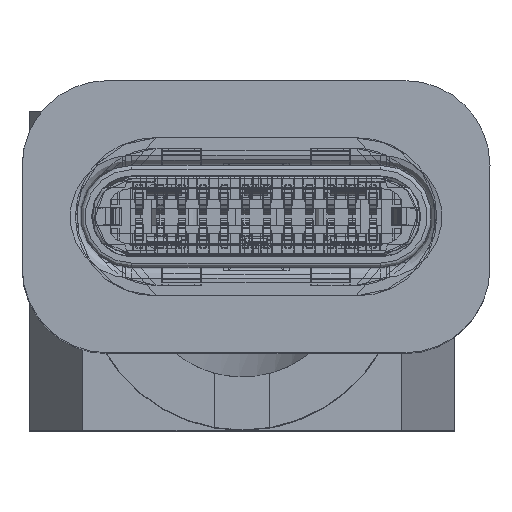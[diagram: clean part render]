
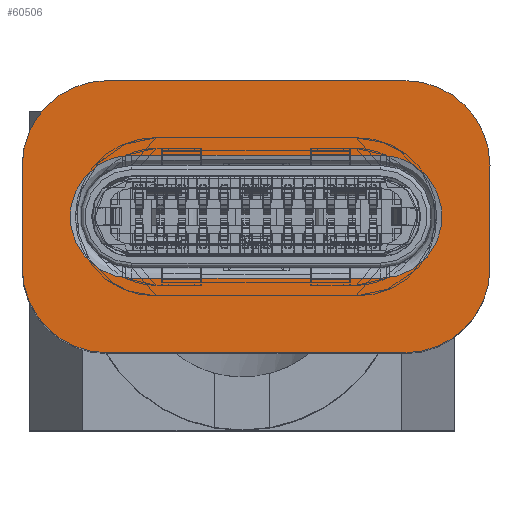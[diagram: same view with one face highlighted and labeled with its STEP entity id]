
A CAD part, front view. The second image highlights one B-rep face of the part: STEP entity #60506.
In plain terms, the highlighted planar face has unit normal (0, -1, 0.001).
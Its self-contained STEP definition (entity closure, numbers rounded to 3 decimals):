
#270=CIRCLE('',#63090,2.);
#271=CIRCLE('',#63093,2.);
#272=CIRCLE('',#63096,2.);
#273=CIRCLE('',#63099,2.);
#274=CIRCLE('',#63102,1.45);
#275=CIRCLE('',#63103,1.45);
#4146=ORIENTED_EDGE('',*,*,#16609,.T.);
#4147=ORIENTED_EDGE('',*,*,#16610,.T.);
#4148=ORIENTED_EDGE('',*,*,#16611,.T.);
#4149=ORIENTED_EDGE('',*,*,#16612,.T.);
#4150=ORIENTED_EDGE('',*,*,#16608,.T.);
#4151=ORIENTED_EDGE('',*,*,#16606,.T.);
#4152=ORIENTED_EDGE('',*,*,#16604,.F.);
#4153=ORIENTED_EDGE('',*,*,#16602,.T.);
#4154=ORIENTED_EDGE('',*,*,#16600,.F.);
#4155=ORIENTED_EDGE('',*,*,#16598,.T.);
#4156=ORIENTED_EDGE('',*,*,#16596,.T.);
#4157=ORIENTED_EDGE('',*,*,#16593,.T.);
#16593=EDGE_CURVE('',#22955,#22956,#270,.T.);
#16596=EDGE_CURVE('',#22957,#22955,#27395,.T.);
#16598=EDGE_CURVE('',#22958,#22957,#271,.T.);
#16600=EDGE_CURVE('',#22958,#22959,#27398,.T.);
#16602=EDGE_CURVE('',#22960,#22959,#272,.T.);
#16604=EDGE_CURVE('',#22960,#22961,#27401,.T.);
#16606=EDGE_CURVE('',#22962,#22961,#273,.T.);
#16608=EDGE_CURVE('',#22956,#22962,#27404,.T.);
#16609=EDGE_CURVE('',#22963,#22964,#27405,.T.);
#16610=EDGE_CURVE('',#22964,#22965,#274,.F.);
#16611=EDGE_CURVE('',#22965,#22966,#27406,.T.);
#16612=EDGE_CURVE('',#22966,#22963,#275,.F.);
#22955=VERTEX_POINT('',#80928);
#22956=VERTEX_POINT('',#80929);
#22957=VERTEX_POINT('',#80934);
#22958=VERTEX_POINT('',#80938);
#22959=VERTEX_POINT('',#80942);
#22960=VERTEX_POINT('',#80946);
#22961=VERTEX_POINT('',#80950);
#22962=VERTEX_POINT('',#80954);
#22963=VERTEX_POINT('',#80960);
#22964=VERTEX_POINT('',#80961);
#22965=VERTEX_POINT('',#80963);
#22966=VERTEX_POINT('',#80965);
#27395=LINE('',#80933,#32578);
#27398=LINE('',#80941,#32581);
#27401=LINE('',#80949,#32584);
#27404=LINE('',#80957,#32587);
#27405=LINE('',#80959,#32588);
#27406=LINE('',#80964,#32589);
#32578=VECTOR('',#68145,1000.);
#32581=VECTOR('',#68154,1000.);
#32584=VECTOR('',#68163,1000.);
#32587=VECTOR('',#68172,1000.);
#32588=VECTOR('',#68175,1000.);
#32589=VECTOR('',#68178,1000.);
#37479=EDGE_LOOP('',(#4146,#4147,#4148,#4149));
#37480=EDGE_LOOP('',(#4150,#4151,#4152,#4153,#4154,#4155,#4156,#4157));
#39976=FACE_BOUND('',#37479,.T.);
#39977=FACE_BOUND('',#37480,.T.);
#42328=PLANE('',#63101);
#60506=ADVANCED_FACE('',(#39976,#39977),#42328,.T.);
#63090=AXIS2_PLACEMENT_3D('',#80927,#68139,#68140);
#63093=AXIS2_PLACEMENT_3D('',#80937,#68149,#68150);
#63096=AXIS2_PLACEMENT_3D('',#80945,#68158,#68159);
#63099=AXIS2_PLACEMENT_3D('',#80953,#68167,#68168);
#63101=AXIS2_PLACEMENT_3D('',#80958,#68173,#68174);
#63102=AXIS2_PLACEMENT_3D('',#80962,#68176,#68177);
#63103=AXIS2_PLACEMENT_3D('',#80966,#68179,#68180);
#68139=DIRECTION('',(0.,-1.,0.001));
#68140=DIRECTION('',(1.,0.,0.));
#68145=DIRECTION('',(1.,0.,0.));
#68149=DIRECTION('',(0.,-1.,0.001));
#68150=DIRECTION('',(1.,0.,0.));
#68154=DIRECTION('',(0.,0.001,1.));
#68158=DIRECTION('',(0.,-1.,0.001));
#68159=DIRECTION('',(1.,0.,0.));
#68163=DIRECTION('',(1.,0.,0.));
#68167=DIRECTION('',(0.,-1.,0.001));
#68168=DIRECTION('',(1.,0.,0.));
#68172=DIRECTION('',(0.,0.001,1.));
#68173=DIRECTION('',(0.,-1.,0.001));
#68174=DIRECTION('',(1.,0.,0.));
#68175=DIRECTION('',(-1.,0.,0.));
#68176=DIRECTION('',(0.,-1.,0.001));
#68177=DIRECTION('',(1.,0.,0.));
#68178=DIRECTION('',(1.,0.,0.));
#68179=DIRECTION('',(0.,-1.,0.001));
#68180=DIRECTION('',(1.,0.,0.));
#80927=CARTESIAN_POINT('',(9.808,-283.058,2.826));
#80928=CARTESIAN_POINT('',(9.808,-283.06,0.826));
#80929=CARTESIAN_POINT('',(11.808,-283.057,2.826));
#80933=CARTESIAN_POINT('',(0.808,-283.063,0.827));
#80934=CARTESIAN_POINT('',(2.808,-283.063,0.827));
#80937=CARTESIAN_POINT('',(2.808,-283.06,2.827));
#80938=CARTESIAN_POINT('',(0.808,-283.061,2.827));
#80941=CARTESIAN_POINT('',(0.808,-283.063,0.827));
#80942=CARTESIAN_POINT('',(0.808,-283.058,5.227));
#80945=CARTESIAN_POINT('',(2.808,-283.057,5.227));
#80946=CARTESIAN_POINT('',(2.808,-283.055,7.227));
#80949=CARTESIAN_POINT('',(0.808,-283.055,7.227));
#80950=CARTESIAN_POINT('',(9.808,-283.053,7.226));
#80953=CARTESIAN_POINT('',(9.808,-283.055,5.226));
#80954=CARTESIAN_POINT('',(11.808,-283.054,5.226));
#80957=CARTESIAN_POINT('',(11.808,-283.06,0.826));
#80958=CARTESIAN_POINT('',(0.808,-283.063,0.827));
#80959=CARTESIAN_POINT('',(0.808,-283.061,2.577));
#80960=CARTESIAN_POINT('',(9.233,-283.058,2.576));
#80961=CARTESIAN_POINT('',(3.383,-283.06,2.577));
#80962=CARTESIAN_POINT('',(3.383,-283.059,4.027));
#80963=CARTESIAN_POINT('',(3.383,-283.057,5.477));
#80964=CARTESIAN_POINT('',(0.808,-283.058,5.477));
#80965=CARTESIAN_POINT('',(9.233,-283.055,5.476));
#80966=CARTESIAN_POINT('',(9.233,-283.057,4.026));
